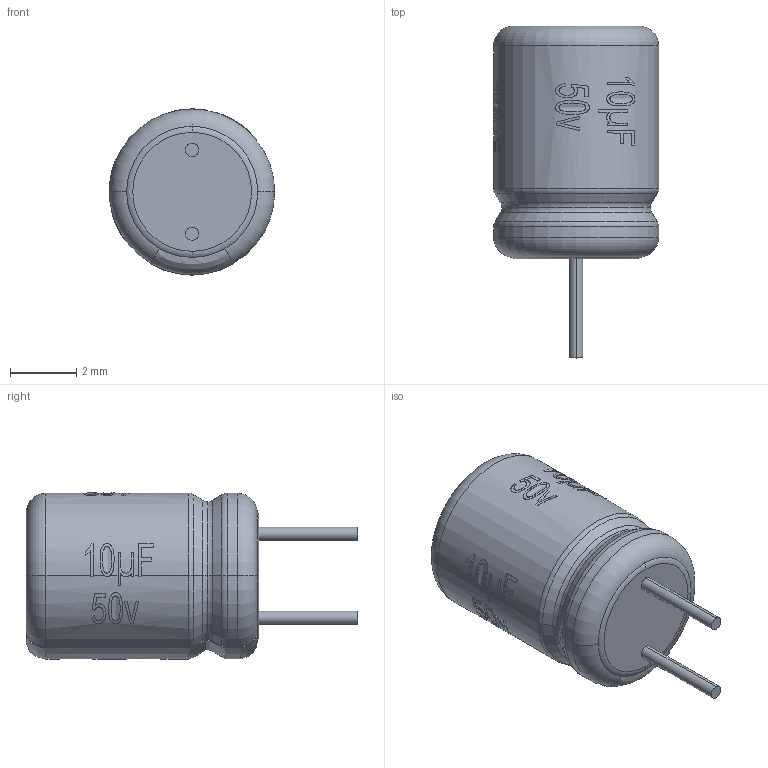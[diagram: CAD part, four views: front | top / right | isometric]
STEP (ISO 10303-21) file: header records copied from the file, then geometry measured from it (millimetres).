
FILE_DESCRIPTION (( 'STEP AP214' ), '1' );
FILE_NAME ('User Library-Capacitor 10uF 50V 7x5mm.STEP', '2018-01-04T12:15:01', ( '' ), ( '' ), 'SwSTEP 2.0', 'SolidWorks 2018', '' );
FILE_SCHEMA (( 'AUTOMOTIVE_DESIGN' ));
Length unit declared in the file: millimetre
Products named in the file (3): User Library-Capacitor 10uF 50V 7x5mm; User Library-Capacitor 10uF 50V 7x5mm_10uF_body; User Library-Capacitor 10uF 50V 7x5mm_10uF_cover
Assembly tree (2 placements, depth 2):
  User Library-Capacitor 10uF 50V 7x5mm
    User Library-Capacitor 10uF 50V 7x5mm_10uF_body
    User Library-Capacitor 10uF 50V 7x5mm_10uF_cover
Bounding box: 5.01 x 10.06 x 5.03 mm (x, y, z)
Volume: 112.4 mm3; surface area: 349.7 mm2
Topology: 2 solids, 2 shells, 318 faces, 820 edges, 524 vertices
Faces by surface type: plane 104, bspline 96, cylinder 50, torus 48, cone 20
Entity records: 17256 total; most frequent: CARTESIAN_POINT 8922, ORIENTED_EDGE 1640, DIRECTION 1192, EDGE_CURVE 820, VERTEX_POINT 524, AXIS2_PLACEMENT_3D 481, EDGE_LOOP 338, B_SPLINE_CURVE_WITH_KNOTS 336
